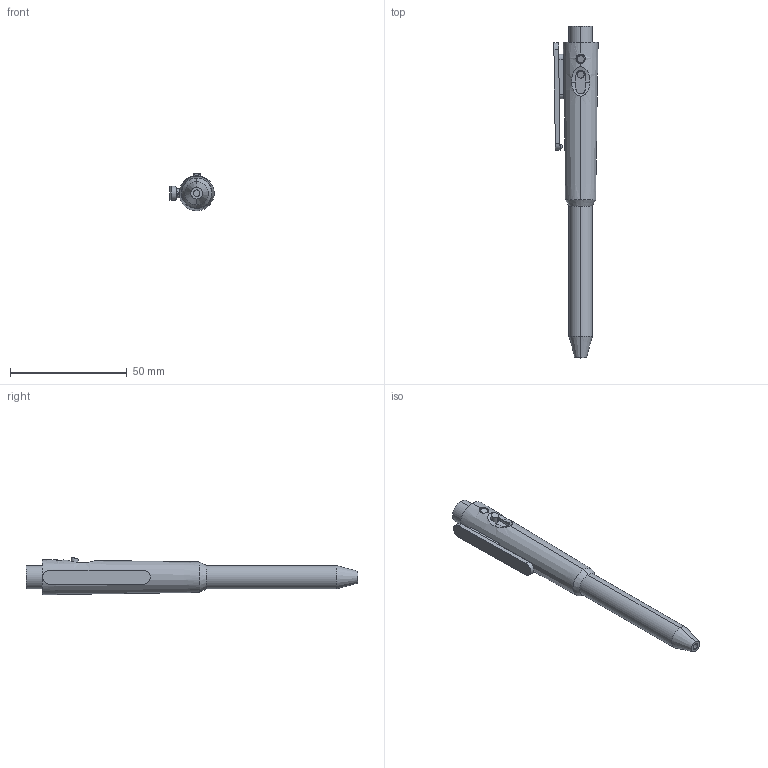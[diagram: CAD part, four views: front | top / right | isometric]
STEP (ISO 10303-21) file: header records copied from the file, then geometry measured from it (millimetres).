
FILE_DESCRIPTION (( 'STEP AP214' ), '1' );
FILE_NAME ('pen.STEP', '2022-11-24T22:28:37', ( '' ), ( '' ), 'SwSTEP 2.0', 'SolidWorks 2021', '' );
FILE_SCHEMA (( 'AUTOMOTIVE_DESIGN' ));
Length unit declared in the file: millimetre
Products named in the file (3): pen; cap; body
Assembly tree (2 placements, depth 2):
  pen
    body
    cap
Bounding box: 19 x 142 x 16.03 mm (x, y, z)
Volume: 8576.3 mm3; surface area: 12860.3 mm2
Topology: 3 solids, 3 shells, 87 faces, 223 edges, 143 vertices
Faces by surface type: plane 44, cylinder 31, cone 10, sphere 2
Entity records: 3036 total; most frequent: CARTESIAN_POINT 798, DIRECTION 447, ORIENTED_EDGE 442, EDGE_CURVE 221, AXIS2_PLACEMENT_3D 158, VERTEX_POINT 143, VECTOR 131, LINE 131
